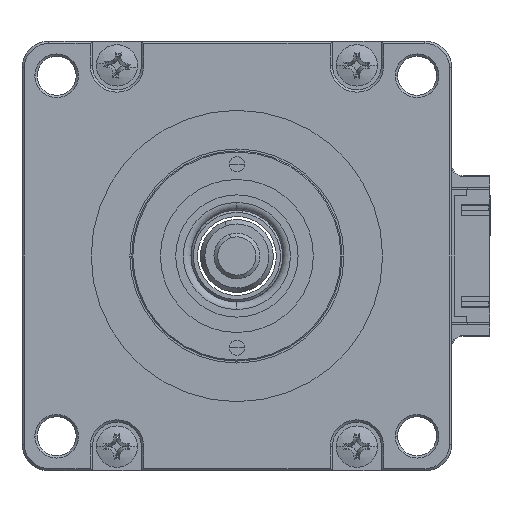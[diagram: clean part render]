
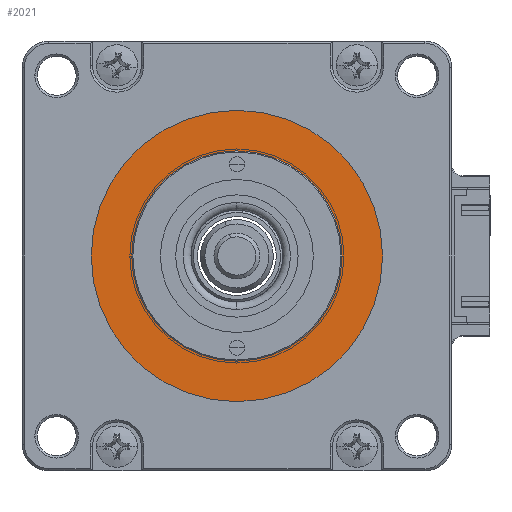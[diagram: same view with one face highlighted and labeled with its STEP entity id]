
A CAD part, left-side view. The second image highlights one B-rep face of the part: STEP entity #2021.
In plain terms, the highlighted planar face has unit normal (-1, 0, 0).
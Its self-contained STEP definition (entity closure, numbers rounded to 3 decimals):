
#195 = AXIS2_PLACEMENT_3D ( 'NONE', #12406, #6711, #384 ) ;
#364 = CIRCLE ( 'NONE', #11434, 13.75 ) ;
#384 = DIRECTION ( 'NONE',  ( 0., -1., 0. ) ) ;
#1040 = CARTESIAN_POINT ( 'NONE',  ( -38.623, -14.578, 48.3 ) ) ;
#1436 = AXIS2_PLACEMENT_3D ( 'NONE', #6490, #6318, #5725 ) ;
#1554 = DIRECTION ( 'NONE',  ( -1., 0., 0. ) ) ;
#1875 = FACE_BOUND ( 'NONE', #5191, .T. ) ;
#2021 = ADVANCED_FACE ( 'NONE', ( #1875, #4732 ), #6407, .T. ) ;
#2137 = CIRCLE ( 'NONE', #10847, 19.05 ) ;
#2573 = DIRECTION ( 'NONE',  ( -1., 0., 0. ) ) ;
#2805 = CARTESIAN_POINT ( 'NONE',  ( -38.623, 18.222, 48.3 ) ) ;
#2968 = CARTESIAN_POINT ( 'NONE',  ( -38.623, 23.522, 48.3 ) ) ;
#3947 = CARTESIAN_POINT ( 'NONE',  ( -38.623, -9.278, 48.3 ) ) ;
#3965 = DIRECTION ( 'NONE',  ( -1., 0., 0. ) ) ;
#4732 = FACE_OUTER_BOUND ( 'NONE', #7613, .T. ) ;
#5191 = EDGE_LOOP ( 'NONE', ( #8862, #7080 ) ) ;
#5725 = DIRECTION ( 'NONE',  ( 0., -1., 0. ) ) ;
#5879 = AXIS2_PLACEMENT_3D ( 'NONE', #7799, #1554, #8793 ) ;
#6318 = DIRECTION ( 'NONE',  ( -1., 0., 0. ) ) ;
#6407 = PLANE ( 'NONE',  #1436 ) ;
#6490 = CARTESIAN_POINT ( 'NONE',  ( -38.623, 29.072, 72.9 ) ) ;
#6711 = DIRECTION ( 'NONE',  ( -1., 0., 0. ) ) ;
#7080 = ORIENTED_EDGE ( 'NONE', *, *, #9531, .F. ) ;
#7535 = ORIENTED_EDGE ( 'NONE', *, *, #9066, .T. ) ;
#7613 = EDGE_LOOP ( 'NONE', ( #7535, #12883 ) ) ;
#7799 = CARTESIAN_POINT ( 'NONE',  ( -38.623, 4.472, 48.3 ) ) ;
#8138 = VERTEX_POINT ( 'NONE', #2968 ) ;
#8731 = CARTESIAN_POINT ( 'NONE',  ( -38.623, 4.472, 48.3 ) ) ;
#8793 = DIRECTION ( 'NONE',  ( 0., -1., 0. ) ) ;
#8862 = ORIENTED_EDGE ( 'NONE', *, *, #9142, .F. ) ;
#9066 = EDGE_CURVE ( 'NONE', #12194, #8138, #12475, .T. ) ;
#9142 = EDGE_CURVE ( 'NONE', #9717, #10992, #11592, .T. ) ;
#9531 = EDGE_CURVE ( 'NONE', #10992, #9717, #364, .T. ) ;
#9717 = VERTEX_POINT ( 'NONE', #2805 ) ;
#9729 = DIRECTION ( 'NONE',  ( 0., -1., 0. ) ) ;
#9889 = EDGE_CURVE ( 'NONE', #8138, #12194, #2137, .T. ) ;
#9996 = CARTESIAN_POINT ( 'NONE',  ( -38.623, 4.472, 48.3 ) ) ;
#10847 = AXIS2_PLACEMENT_3D ( 'NONE', #9996, #3965, #10956 ) ;
#10956 = DIRECTION ( 'NONE',  ( 0., -1., 0. ) ) ;
#10992 = VERTEX_POINT ( 'NONE', #3947 ) ;
#11434 = AXIS2_PLACEMENT_3D ( 'NONE', #8731, #2573, #9729 ) ;
#11592 = CIRCLE ( 'NONE', #5879, 13.75 ) ;
#12194 = VERTEX_POINT ( 'NONE', #1040 ) ;
#12406 = CARTESIAN_POINT ( 'NONE',  ( -38.623, 4.472, 48.3 ) ) ;
#12475 = CIRCLE ( 'NONE', #195, 19.05 ) ;
#12883 = ORIENTED_EDGE ( 'NONE', *, *, #9889, .T. ) ;
